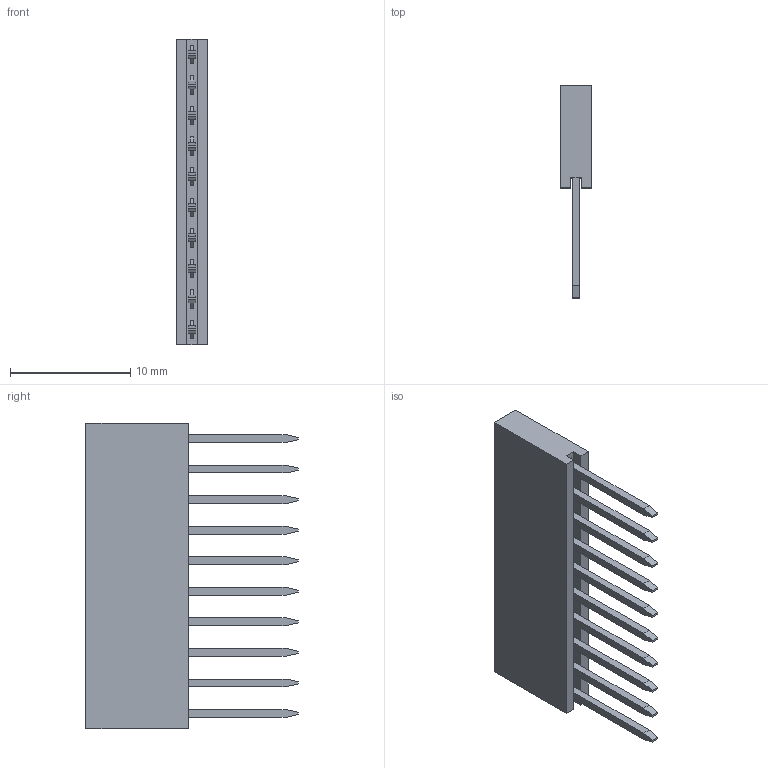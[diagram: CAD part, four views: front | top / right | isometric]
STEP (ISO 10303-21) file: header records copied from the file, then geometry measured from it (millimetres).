
FILE_DESCRIPTION (( 'STEP AP214' ), '1' );
FILE_NAME ('1x10.STEP', '2019-03-31T20:08:31', ( '' ), ( '' ), 'SwSTEP 2.0', 'SolidWorks 2014', '' );
FILE_SCHEMA (( 'AUTOMOTIVE_DESIGN' ));
Length unit declared in the file: millimetre
Products named in the file (1): 1x10
Bounding box: 2.54 x 17.64 x 25.4 mm (x, y, z)
Volume: 555.3 mm3; surface area: 1476.3 mm2
Topology: 11 solids, 11 shells, 350 faces, 944 edges, 616 vertices
Faces by surface type: plane 340, cylinder 10
Entity records: 14018 total; most frequent: CARTESIAN_POINT 1911, ORIENTED_EDGE 1888, DIRECTION 1666, EDGE_CURVE 944, VECTOR 924, LINE 924, VERTEX_POINT 616, AXIS2_PLACEMENT_3D 371
